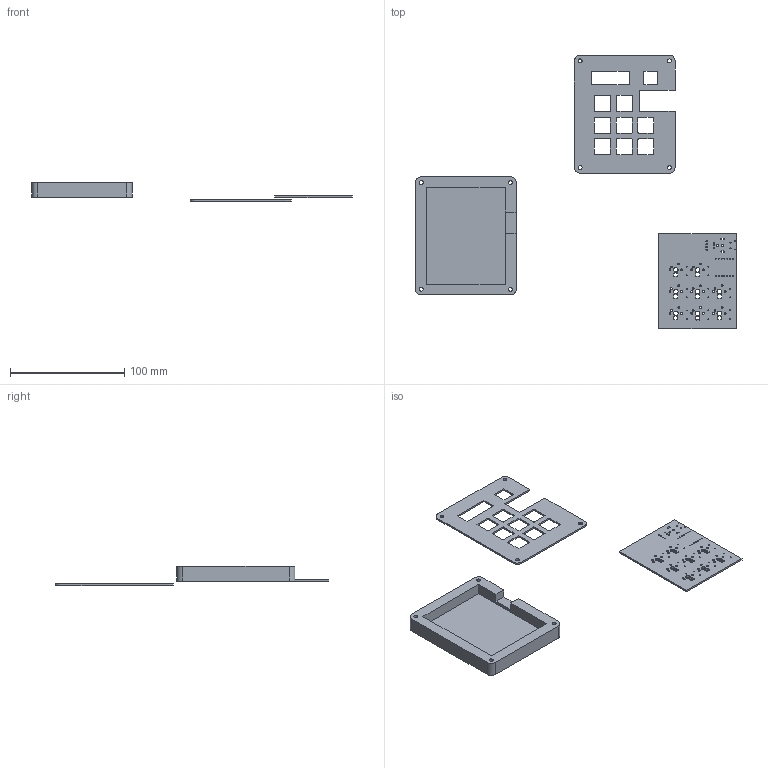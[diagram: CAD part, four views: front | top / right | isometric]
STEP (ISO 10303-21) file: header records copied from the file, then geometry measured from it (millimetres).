
FILE_DESCRIPTION(/* description */ (''),/* implementation_level */ '2;1');
FILE_NAME(/* name */ 'Keyboard.step',/* time_stamp */ '2026-01-03T17:35:17+05:00',/* author */ (''),/* organization */ (''),/* preprocessor_version */ 'ST-DEVELOPER v20.1',/* originating_system */ 'Autodesk Translation Framework v14.21.0.0',/* authorisation */ '');
FILE_SCHEMA (('AUTOMOTIVE_DESIGN { 1 0 10303 214 3 1 1 }'));
Length unit declared in the file: centimetre
Products named in the file (7): 2026-01-03-12-14-41-996; 2025-12-30-15-50-56-259; 2025-12-30-15-51-22-025; 2025-12-30-15-52-27-139; 2026-01-02-23-36-00-626; 2026-01-03-07-23-53-073; 2026-01-03-07-23-53-075
Assembly tree (5 placements, depth 3):
  2026-01-03-12-14-41-996
    2025-12-30-15-50-56-259
      2025-12-30-15-51-22-025
    2026-01-02-23-36-00-626
    2026-01-03-07-23-53-073
      2026-01-03-07-23-53-075
  2025-12-30-15-52-27-139
Bounding box: 281.35 x 239.95 x 16.82 mm (x, y, z)
Volume: 75689.9 mm3; surface area: 53116.7 mm2
Topology: 23 solids, 23 shells, 766 faces, 2148 edges, 1432 vertices
Faces by surface type: plane 317, cylinder 237, bspline 212
Full cylindrical faces by diameter (mm): 0.8 x18, 0.889 x14, 1 x9, 1.5 x16, 1.7 x16, 2.1 x1, 3.4 x7, 4 x8, 6 x4
Entity records: 27378 total; most frequent: CARTESIAN_POINT 7963, ORIENTED_EDGE 4296, DIRECTION 3332, EDGE_CURVE 2148, VERTEX_POINT 1432, LINE 1250, VECTOR 1250, AXIS2_PLACEMENT_3D 1041
